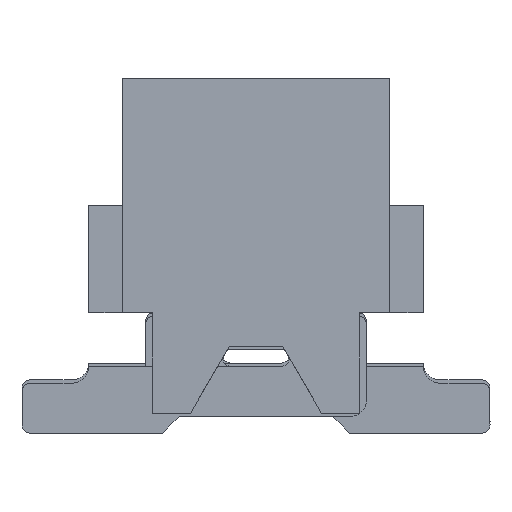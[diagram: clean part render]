
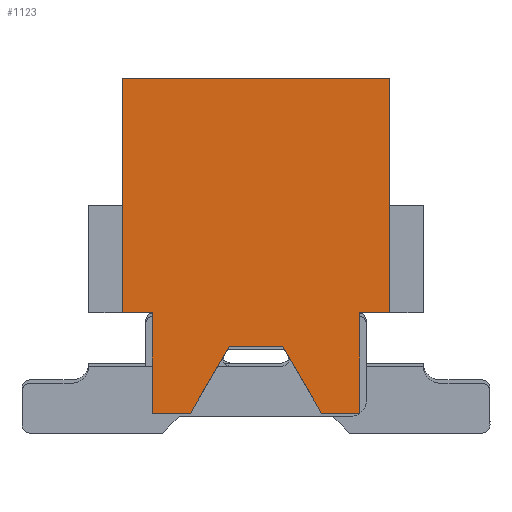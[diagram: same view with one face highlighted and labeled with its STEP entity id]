
A CAD part, left-side view. The second image highlights one B-rep face of the part: STEP entity #1123.
In plain terms, the highlighted planar face has unit normal (-1, 0, 0).
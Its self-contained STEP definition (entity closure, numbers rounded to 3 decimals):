
#1043=AXIS2_PLACEMENT_3D('Plane Axis2P3D',#1040,#1041,#1042) ;
#235=CARTESIAN_POINT('Line Origine',(-2.805,-2.,1.75)) ;
#239=CARTESIAN_POINT('Vertex',(-2.805,-2.,2.7)) ;
#241=CARTESIAN_POINT('Vertex',(-2.805,-2.,0.8)) ;
#415=CARTESIAN_POINT('Vertex',(-2.805,-2.,-0.8)) ;
#418=CARTESIAN_POINT('Line Origine',(-2.805,-1.775,-0.8)) ;
#422=CARTESIAN_POINT('Vertex',(-2.805,-1.55,-0.8)) ;
#667=CARTESIAN_POINT('Vertex',(-2.805,1.55,-0.8)) ;
#670=CARTESIAN_POINT('Line Origine',(-2.805,1.775,-0.8)) ;
#674=CARTESIAN_POINT('Vertex',(-2.805,2.,-0.8)) ;
#940=CARTESIAN_POINT('Line Origine',(-2.805,2.,1.75)) ;
#944=CARTESIAN_POINT('Vertex',(-2.805,2.,0.8)) ;
#946=CARTESIAN_POINT('Vertex',(-2.805,2.,2.7)) ;
#1040=CARTESIAN_POINT('Axis2P3D Location',(-2.805,0.,0.)) ;
#1045=CARTESIAN_POINT('Line Origine',(-2.805,2.,0.)) ;
#1050=CARTESIAN_POINT('Line Origine',(-2.805,1.55,-1.55)) ;
#1054=CARTESIAN_POINT('Vertex',(-2.805,1.55,-2.3)) ;
#1057=CARTESIAN_POINT('Line Origine',(-2.805,1.265,-2.3)) ;
#1061=CARTESIAN_POINT('Vertex',(-2.805,0.98,-2.3)) ;
#1064=CARTESIAN_POINT('Line Origine',(-2.805,0.69,-1.8)) ;
#1068=CARTESIAN_POINT('Vertex',(-2.805,0.4,-1.3)) ;
#1071=CARTESIAN_POINT('Line Origine',(-2.805,0.,-1.3)) ;
#1075=CARTESIAN_POINT('Vertex',(-2.805,-0.4,-1.3)) ;
#1078=CARTESIAN_POINT('Line Origine',(-2.805,-0.69,-1.8)) ;
#1082=CARTESIAN_POINT('Vertex',(-2.805,-0.98,-2.3)) ;
#1085=CARTESIAN_POINT('Line Origine',(-2.805,-1.265,-2.3)) ;
#1089=CARTESIAN_POINT('Vertex',(-2.805,-1.55,-2.3)) ;
#1092=CARTESIAN_POINT('Line Origine',(-2.805,-1.55,-1.55)) ;
#1097=CARTESIAN_POINT('Line Origine',(-2.805,-2.,0.)) ;
#1102=CARTESIAN_POINT('Line Origine',(-2.805,0.,2.7)) ;
#236=DIRECTION('Vector Direction',(0.,0.,-1.)) ;
#419=DIRECTION('Vector Direction',(0.,1.,0.)) ;
#671=DIRECTION('Vector Direction',(0.,1.,0.)) ;
#941=DIRECTION('Vector Direction',(0.,0.,1.)) ;
#1041=DIRECTION('Axis2P3D Direction',(1.,0.,0.)) ;
#1042=DIRECTION('Axis2P3D XDirection',(0.,0.,-1.)) ;
#1046=DIRECTION('Vector Direction',(0.,0.,1.)) ;
#1051=DIRECTION('Vector Direction',(0.,0.,1.)) ;
#1058=DIRECTION('Vector Direction',(0.,1.,0.)) ;
#1065=DIRECTION('Vector Direction',(0.,0.502,-0.865)) ;
#1072=DIRECTION('Vector Direction',(0.,1.,0.)) ;
#1079=DIRECTION('Vector Direction',(0.,0.502,0.865)) ;
#1086=DIRECTION('Vector Direction',(0.,1.,0.)) ;
#1093=DIRECTION('Vector Direction',(0.,0.,-1.)) ;
#1098=DIRECTION('Vector Direction',(0.,0.,1.)) ;
#1103=DIRECTION('Vector Direction',(0.,-1.,0.)) ;
#237=VECTOR('Line Direction',#236,1.) ;
#420=VECTOR('Line Direction',#419,1.) ;
#672=VECTOR('Line Direction',#671,1.) ;
#942=VECTOR('Line Direction',#941,1.) ;
#1047=VECTOR('Line Direction',#1046,1.) ;
#1052=VECTOR('Line Direction',#1051,1.) ;
#1059=VECTOR('Line Direction',#1058,1.) ;
#1066=VECTOR('Line Direction',#1065,1.) ;
#1073=VECTOR('Line Direction',#1072,1.) ;
#1080=VECTOR('Line Direction',#1079,1.) ;
#1087=VECTOR('Line Direction',#1086,1.) ;
#1094=VECTOR('Line Direction',#1093,1.) ;
#1099=VECTOR('Line Direction',#1098,1.) ;
#1104=VECTOR('Line Direction',#1103,1.) ;
#1108=ORIENTED_EDGE('',*,*,#1049,.F.) ;
#1109=ORIENTED_EDGE('',*,*,#676,.F.) ;
#1110=ORIENTED_EDGE('',*,*,#1056,.F.) ;
#1111=ORIENTED_EDGE('',*,*,#1063,.F.) ;
#1112=ORIENTED_EDGE('',*,*,#1070,.F.) ;
#1113=ORIENTED_EDGE('',*,*,#1077,.F.) ;
#1114=ORIENTED_EDGE('',*,*,#1084,.F.) ;
#1115=ORIENTED_EDGE('',*,*,#1091,.F.) ;
#1116=ORIENTED_EDGE('',*,*,#1096,.F.) ;
#1117=ORIENTED_EDGE('',*,*,#424,.F.) ;
#1118=ORIENTED_EDGE('',*,*,#1101,.T.) ;
#1119=ORIENTED_EDGE('',*,*,#243,.F.) ;
#1120=ORIENTED_EDGE('',*,*,#1106,.F.) ;
#1121=ORIENTED_EDGE('',*,*,#948,.F.) ;
#1123=ADVANCED_FACE('',(#1122),#1044,.F.) ;
#243=EDGE_CURVE('',#240,#242,#238,.T.) ;
#424=EDGE_CURVE('',#416,#423,#421,.T.) ;
#676=EDGE_CURVE('',#668,#675,#673,.T.) ;
#948=EDGE_CURVE('',#945,#947,#943,.T.) ;
#1049=EDGE_CURVE('',#675,#945,#1048,.T.) ;
#1056=EDGE_CURVE('',#1055,#668,#1053,.T.) ;
#1063=EDGE_CURVE('',#1062,#1055,#1060,.T.) ;
#1070=EDGE_CURVE('',#1069,#1062,#1067,.T.) ;
#1077=EDGE_CURVE('',#1076,#1069,#1074,.T.) ;
#1084=EDGE_CURVE('',#1083,#1076,#1081,.T.) ;
#1091=EDGE_CURVE('',#1090,#1083,#1088,.T.) ;
#1096=EDGE_CURVE('',#423,#1090,#1095,.T.) ;
#1101=EDGE_CURVE('',#416,#242,#1100,.T.) ;
#1106=EDGE_CURVE('',#947,#240,#1105,.T.) ;
#1107=EDGE_LOOP('',(#1108,#1109,#1110,#1111,#1112,#1113,#1114,#1115,#1116,#1117,#1118,#1119,#1120,#1121)) ;
#1122=FACE_OUTER_BOUND('',#1107,.T.) ;
#238=LINE('Line',#235,#237) ;
#421=LINE('Line',#418,#420) ;
#673=LINE('Line',#670,#672) ;
#943=LINE('Line',#940,#942) ;
#1048=LINE('Line',#1045,#1047) ;
#1053=LINE('Line',#1050,#1052) ;
#1060=LINE('Line',#1057,#1059) ;
#1067=LINE('Line',#1064,#1066) ;
#1074=LINE('Line',#1071,#1073) ;
#1081=LINE('Line',#1078,#1080) ;
#1088=LINE('Line',#1085,#1087) ;
#1095=LINE('Line',#1092,#1094) ;
#1100=LINE('Line',#1097,#1099) ;
#1105=LINE('Line',#1102,#1104) ;
#1044=PLANE('Plane',#1043) ;
#240=VERTEX_POINT('',#239) ;
#242=VERTEX_POINT('',#241) ;
#416=VERTEX_POINT('',#415) ;
#423=VERTEX_POINT('',#422) ;
#668=VERTEX_POINT('',#667) ;
#675=VERTEX_POINT('',#674) ;
#945=VERTEX_POINT('',#944) ;
#947=VERTEX_POINT('',#946) ;
#1055=VERTEX_POINT('',#1054) ;
#1062=VERTEX_POINT('',#1061) ;
#1069=VERTEX_POINT('',#1068) ;
#1076=VERTEX_POINT('',#1075) ;
#1083=VERTEX_POINT('',#1082) ;
#1090=VERTEX_POINT('',#1089) ;
